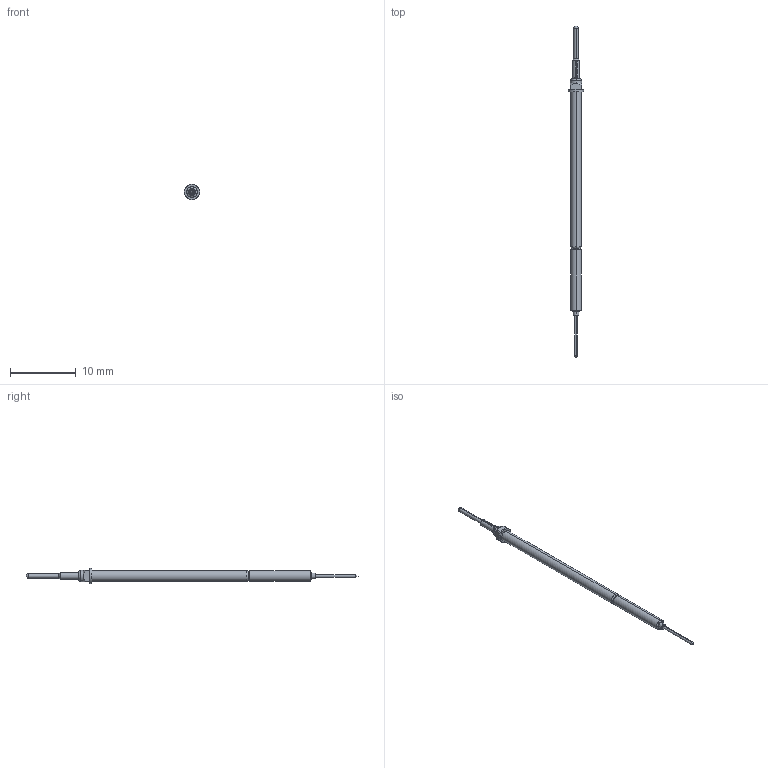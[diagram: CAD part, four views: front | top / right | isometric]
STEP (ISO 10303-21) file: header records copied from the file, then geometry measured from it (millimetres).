
FILE_DESCRIPTION (( 'STEP AP203' ), '1' );
FILE_NAME ('INGUN_SKS-215_305_064_A_xx02_MF.STEP', '2022-02-21T11:02:11', ( 'ochi' ), ( '' ), 'SwSTEP 2.0', 'SolidWorks 2018', '' );
FILE_SCHEMA (( 'CONFIG_CONTROL_DESIGN' ));
Length unit declared in the file: millimetre
Products named in the file (1): INGUN_SKS-215_305_064_A_xx02_MF
Bounding box: 2.3 x 50.5 x 2.3 mm (x, y, z)
Volume: 80.7 mm3; surface area: 220.1 mm2
Topology: 1 solids, 1 shells, 128 faces, 345 edges, 221 vertices
Faces by surface type: plane 52, cylinder 35, bspline 22, cone 14, torus 4, sphere 1
Entity records: 4341 total; most frequent: CARTESIAN_POINT 1216, ORIENTED_EDGE 680, DIRECTION 590, EDGE_CURVE 340, AXIS2_PLACEMENT_3D 237, VERTEX_POINT 219, EDGE_LOOP 133, CIRCLE 130
